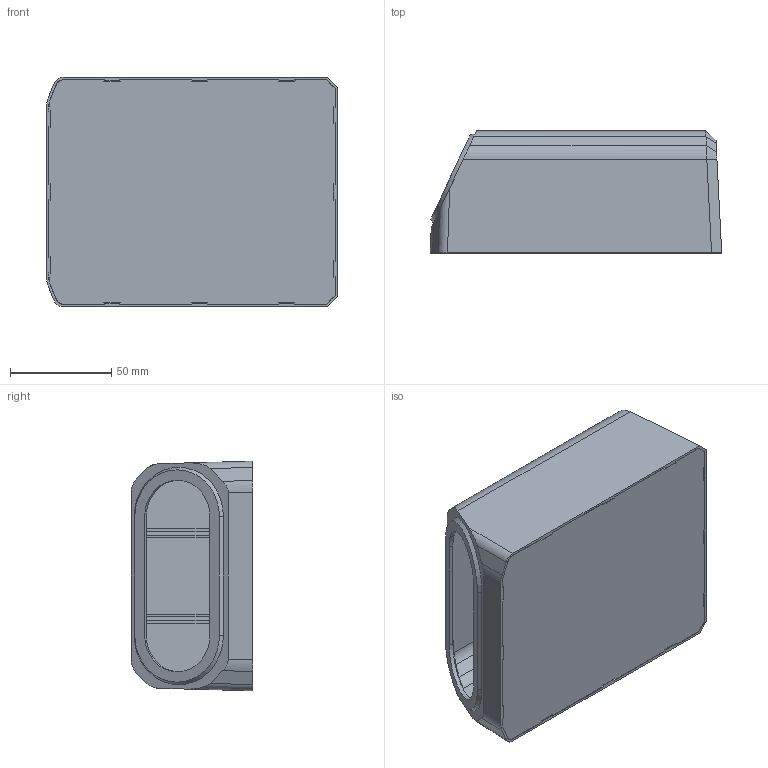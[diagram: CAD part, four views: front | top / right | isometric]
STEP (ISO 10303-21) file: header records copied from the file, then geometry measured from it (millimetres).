
FILE_DESCRIPTION((''),'2;1');
FILE_NAME('T_EMBED_BIG-SHELL_ASM','2022-09-17T11:40:00',('123456'),(''),'CREO PARAMETRIC BY PTC INC, 2019080','CREO PARAMETRIC BY PTC INC, 2019080','');
FILE_SCHEMA(('AUTOMOTIVE_DESIGN { 1 0 10303 214 1 1 1 1 }'));
Length unit declared in the file: millimetre
Products named in the file (3): T_EMBED_BIG-SHELL; T_EMBED_BIG-F; T_EMBED_BIG-SHELL_ASM
Assembly tree (2 placements, depth 2):
  T_EMBED_BIG-SHELL_ASM
    T_EMBED_BIG-SHELL
    T_EMBED_BIG-F
Bounding box: 143.6 x 60 x 113.14 mm (x, y, z)
Volume: 106230.4 mm3; surface area: 109500.2 mm2
Topology: 2 solids, 2 shells, 267 faces, 750 edges, 490 vertices
Faces by surface type: plane 221, cylinder 26, bspline 8, extrusion 8, cone 4
Entity records: 12146 total; most frequent: CARTESIAN_POINT 2030, ORIENTED_EDGE 1500, DIRECTION 1234, PRESENTATION_STYLE_ASSIGNMENT 780, STYLED_ITEM 780, EDGE_CURVE 750, VECTOR 666, LINE 658
